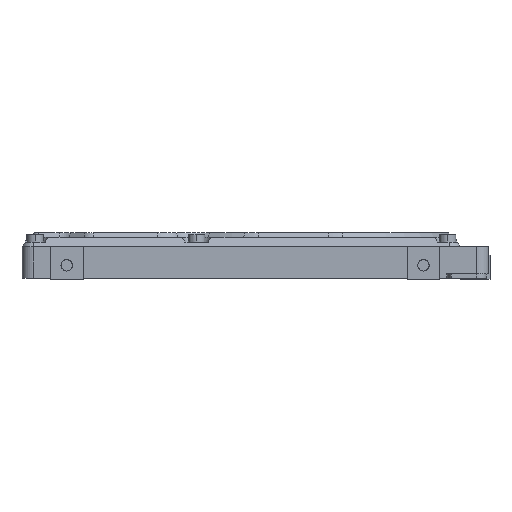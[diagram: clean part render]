
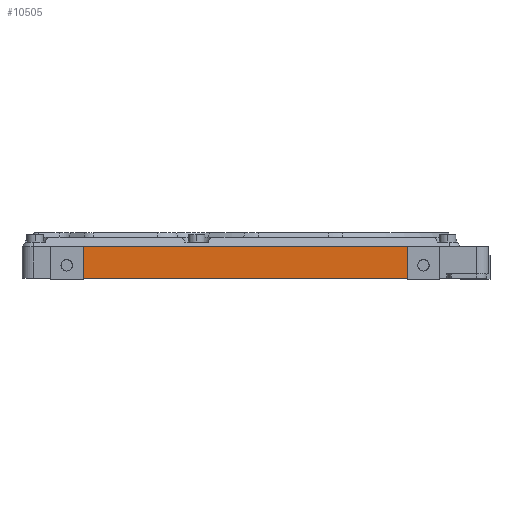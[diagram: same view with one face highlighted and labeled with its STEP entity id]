
A CAD part, left-side view. The second image highlights one B-rep face of the part: STEP entity #10505.
In plain terms, the highlighted planar face has unit normal (-1, 0, 0).
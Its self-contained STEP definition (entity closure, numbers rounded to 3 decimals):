
#10505=ADVANCED_FACE('',(#11132),#25001,.T.);
#11132=FACE_OUTER_BOUND('',#11742,.T.);
#11742=EDGE_LOOP('',(#12969,#12970,#12971,#12972));
#12969=ORIENTED_EDGE('',*,*,#16098,.T.);
#12970=ORIENTED_EDGE('',*,*,#16096,.F.);
#12971=ORIENTED_EDGE('',*,*,#16097,.F.);
#12972=ORIENTED_EDGE('',*,*,#16095,.F.);
#16095=EDGE_CURVE('',#22572,#22573,#19377,.T.);
#16096=EDGE_CURVE('',#22574,#22575,#19378,.T.);
#16097=EDGE_CURVE('',#22573,#22574,#19379,.T.);
#16098=EDGE_CURVE('',#22572,#22575,#19380,.T.);
#19377=B_SPLINE_CURVE_WITH_KNOTS('',1,(#30483,#30484),.UNSPECIFIED.,.F.,
 .F.,(2,2),(0.,6.8),.UNSPECIFIED.);
#19378=B_SPLINE_CURVE_WITH_KNOTS('',1,(#30485,#30486),.UNSPECIFIED.,.F.,
 .F.,(2,2),(0.,6.8),.UNSPECIFIED.);
#19379=B_SPLINE_CURVE_WITH_KNOTS('',1,(#30487,#30488),.UNSPECIFIED.,.F.,
 .F.,(2,2),(0.,69.6),.UNSPECIFIED.);
#19380=B_SPLINE_CURVE_WITH_KNOTS('',1,(#30489,#30490),.UNSPECIFIED.,.F.,
 .F.,(2,2),(-69.6,0.),.UNSPECIFIED.);
#22572=VERTEX_POINT('',#30479);
#22573=VERTEX_POINT('',#30480);
#22574=VERTEX_POINT('',#30481);
#22575=VERTEX_POINT('',#30482);
#25001=PLANE('',#25678);
#25678=AXIS2_PLACEMENT_3D('',#30478,#26763,$);
#26763=DIRECTION('',(-1.,0.,0.));
#30478=CARTESIAN_POINT('',(-34.725,43.972,-0.492));
#30479=CARTESIAN_POINT('',(-34.725,37.,0.2));
#30480=CARTESIAN_POINT('',(-34.725,37.,7.));
#30481=CARTESIAN_POINT('',(-34.725,-32.6,7.));
#30482=CARTESIAN_POINT('',(-34.725,-32.6,0.2));
#30483=CARTESIAN_POINT('',(-34.725,37.,0.2));
#30484=CARTESIAN_POINT('',(-34.725,37.,7.));
#30485=CARTESIAN_POINT('',(-34.725,-32.6,7.));
#30486=CARTESIAN_POINT('',(-34.725,-32.6,0.2));
#30487=CARTESIAN_POINT('',(-34.725,37.,7.));
#30488=CARTESIAN_POINT('',(-34.725,-32.6,7.));
#30489=CARTESIAN_POINT('',(-34.725,37.,0.2));
#30490=CARTESIAN_POINT('',(-34.725,-32.6,0.2));
